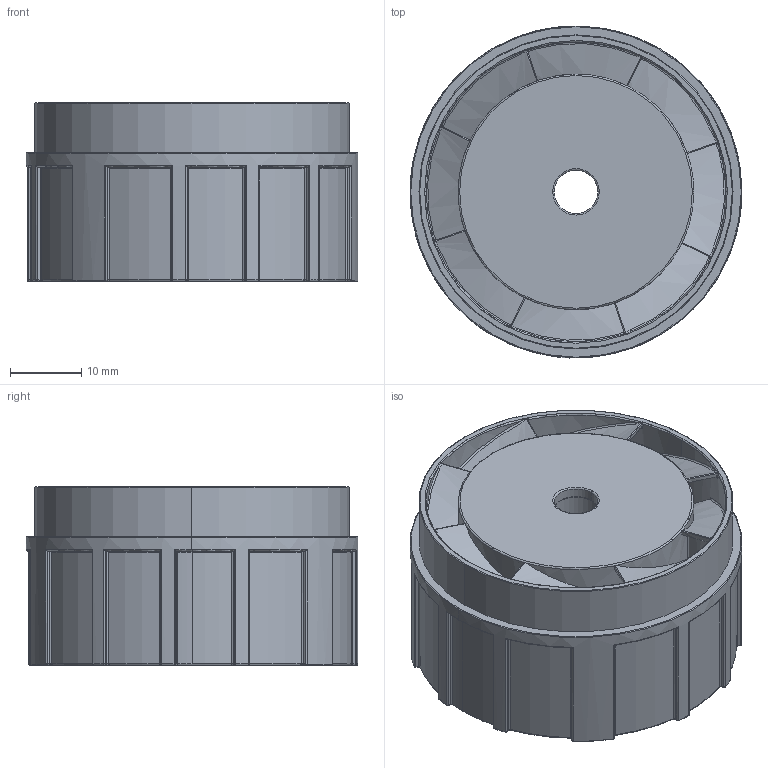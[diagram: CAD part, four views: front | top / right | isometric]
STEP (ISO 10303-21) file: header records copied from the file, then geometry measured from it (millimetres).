
FILE_DESCRIPTION (( 'STEP AP203' ), '1' );
FILE_NAME ('前端盖A-晨光-设计-2021.4.16+圆周筋条-风道倾角-5---方案3.STEP', '2021-05-08T02:07:18', ( '' ), ( '' ), 'SwSTEP 2.0', 'SolidWorks 2021', '' );
FILE_SCHEMA (( 'CONFIG_CONTROL_DESIGN' ));
Length unit declared in the file: millimetre
Products named in the file (1): 前端盖A-晨光-设计-2021.4.16+圆周筋条-风道倾角-5---方案3
Bounding box: 46.5 x 46.5 x 25 mm (x, y, z)
Volume: 9011.3 mm3; surface area: 13011.5 mm2
Topology: 1 solids, 1 shells, 672 faces, 1796 edges, 1088 vertices
Faces by surface type: cylinder 253, plane 142, torus 130, bspline 102, sphere 25, cone 20
Entity records: 25244 total; most frequent: CARTESIAN_POINT 9520, ORIENTED_EDGE 3516, DIRECTION 3164, EDGE_CURVE 1758, AXIS2_PLACEMENT_3D 1329, VERTEX_POINT 1079, CIRCLE 758, EDGE_LOOP 681
